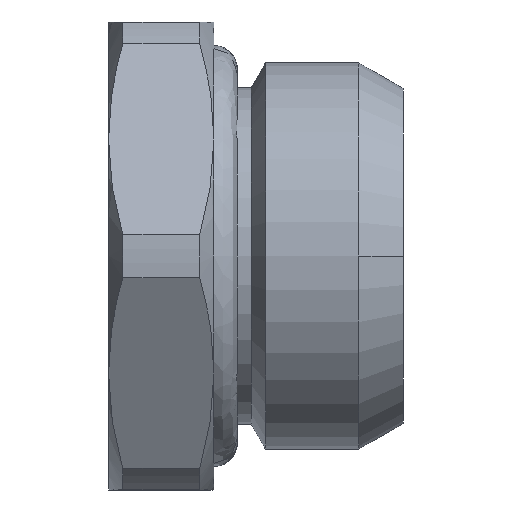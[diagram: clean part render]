
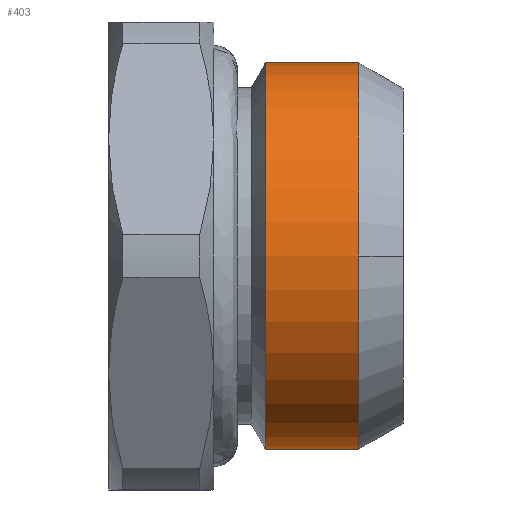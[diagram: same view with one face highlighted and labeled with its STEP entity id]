
A CAD part, left-side view. The second image highlights one B-rep face of the part: STEP entity #403.
In plain terms, the highlighted cylindrical face has radius 8.25 mm (diameter 16.5 mm), a partial arc.
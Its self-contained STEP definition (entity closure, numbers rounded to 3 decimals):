
#81 = AXIS2_PLACEMENT_3D ( 'NONE', #812, #828, #836 ) ;
#110 = AXIS2_PLACEMENT_3D ( 'NONE', #1183, #1179, #1173 ) ;
#186 = VERTEX_POINT ( 'NONE', #1833 ) ;
#241 = ORIENTED_EDGE ( 'NONE', *, *, #943, .F. ) ;
#272 = EDGE_CURVE ( 'NONE', #1465, #1311, #1015, .T. ) ;
#387 = ORIENTED_EDGE ( 'NONE', *, *, #1492, .F. ) ;
#403 = ADVANCED_FACE ( 'NONE', ( #721 ), #555, .T. ) ;
#485 = CARTESIAN_POINT ( 'NONE',  ( -8.25, 1.905, 0. ) ) ;
#489 = AXIS2_PLACEMENT_3D ( 'NONE', #1369, #1363, #1353 ) ;
#517 = CARTESIAN_POINT ( 'NONE',  ( 0., 5.894, 8.25 ) ) ;
#555 = CYLINDRICAL_SURFACE ( 'NONE', #489, 8.25 ) ;
#632 = ORIENTED_EDGE ( 'NONE', *, *, #272, .T. ) ;
#721 = FACE_OUTER_BOUND ( 'NONE', #2012, .T. ) ;
#735 = ORIENTED_EDGE ( 'NONE', *, *, #1584, .F. ) ;
#762 = CARTESIAN_POINT ( 'NONE',  ( 0., 0., -8.25 ) ) ;
#812 = CARTESIAN_POINT ( 'NONE',  ( 0., 5.894, 0. ) ) ;
#828 = DIRECTION ( 'NONE',  ( 0., -1., 0. ) ) ;
#836 = DIRECTION ( 'NONE',  ( 0., 0., -1. ) ) ;
#894 = CARTESIAN_POINT ( 'NONE',  ( 0., 5.894, -8.25 ) ) ;
#927 = CARTESIAN_POINT ( 'NONE',  ( 0., 1.905, -8.25 ) ) ;
#943 = EDGE_CURVE ( 'NONE', #186, #2075, #1014, .T. ) ;
#985 = VECTOR ( 'NONE', #1899, 1000. ) ;
#992 = CARTESIAN_POINT ( 'NONE',  ( 0., 0., 8.25 ) ) ;
#1003 = DIRECTION ( 'NONE',  ( 0., -1., 0. ) ) ;
#1014 = CIRCLE ( 'NONE', #110, 8.25 ) ;
#1015 = LINE ( 'NONE', #762, #985 ) ;
#1173 = DIRECTION ( 'NONE',  ( 0., 0., 1. ) ) ;
#1179 = DIRECTION ( 'NONE',  ( 0., -1., 0. ) ) ;
#1183 = CARTESIAN_POINT ( 'NONE',  ( 0., 1.905, 0. ) ) ;
#1311 = VERTEX_POINT ( 'NONE', #927 ) ;
#1351 = VERTEX_POINT ( 'NONE', #517 ) ;
#1353 = DIRECTION ( 'NONE',  ( 0., 0., -1. ) ) ;
#1363 = DIRECTION ( 'NONE',  ( 0., -1., 0. ) ) ;
#1369 = CARTESIAN_POINT ( 'NONE',  ( 0., 0., 0. ) ) ;
#1371 = CIRCLE ( 'NONE', #1826, 8.25 ) ;
#1419 = EDGE_CURVE ( 'NONE', #1351, #1465, #1701, .T. ) ;
#1460 = CARTESIAN_POINT ( 'NONE',  ( 0., 1.905, 0. ) ) ;
#1465 = VERTEX_POINT ( 'NONE', #894 ) ;
#1466 = DIRECTION ( 'NONE',  ( 0., -1., 0. ) ) ;
#1470 = DIRECTION ( 'NONE',  ( 0., 0., 1. ) ) ;
#1484 = VECTOR ( 'NONE', #1003, 1000. ) ;
#1492 = EDGE_CURVE ( 'NONE', #1351, #186, #1515, .T. ) ;
#1515 = LINE ( 'NONE', #992, #1484 ) ;
#1584 = EDGE_CURVE ( 'NONE', #2075, #1311, #1371, .T. ) ;
#1701 = CIRCLE ( 'NONE', #81, 8.25 ) ;
#1826 = AXIS2_PLACEMENT_3D ( 'NONE', #1460, #1466, #1470 ) ;
#1833 = CARTESIAN_POINT ( 'NONE',  ( 0., 1.905, 8.25 ) ) ;
#1899 = DIRECTION ( 'NONE',  ( 0., -1., 0. ) ) ;
#2012 = EDGE_LOOP ( 'NONE', ( #387, #2060, #632, #735, #241 ) ) ;
#2060 = ORIENTED_EDGE ( 'NONE', *, *, #1419, .T. ) ;
#2075 = VERTEX_POINT ( 'NONE', #485 ) ;
